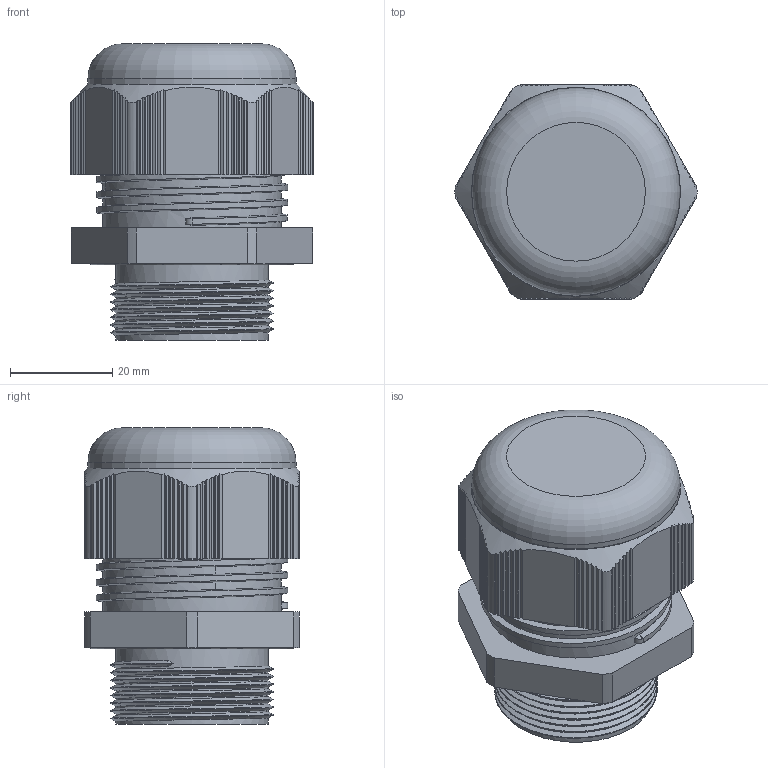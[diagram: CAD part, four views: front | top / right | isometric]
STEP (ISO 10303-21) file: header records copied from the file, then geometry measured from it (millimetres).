
FILE_DESCRIPTION((''),'2;1');
FILE_NAME('BM 07.stp','2012-09-25T15:58:39',('oktay'),(''),'Autodesk Inventor 2013','Autodesk Inventor 2013','');
FILE_SCHEMA(('AUTOMOTIVE_DESIGN { 1 0 10303 214 1 1 1 1 }'));
Length unit declared in the file: millimetre
Products named in the file (1): M32 MONTAJ (PG 29) (NORMAL)_Shrinkwrap_1
Bounding box: 47.5 x 42 x 58.08 mm (x, y, z)
Volume: 68113.8 mm3; surface area: 12434.2 mm2
Topology: 1 solids, 1 shells, 267 faces, 785 edges, 520 vertices
Faces by surface type: plane 224, cylinder 26, cone 7, torus 5, bspline 5
Full cylindrical faces by diameter (mm): 29.9 x7, 35 x3, 40.8 x1
Entity records: 11085 total; most frequent: CARTESIAN_POINT 4661, ORIENTED_EDGE 1486, DIRECTION 1045, EDGE_CURVE 743, VERTEX_POINT 500, VECTOR 455, LINE 455, AXIS2_PLACEMENT_3D 295
